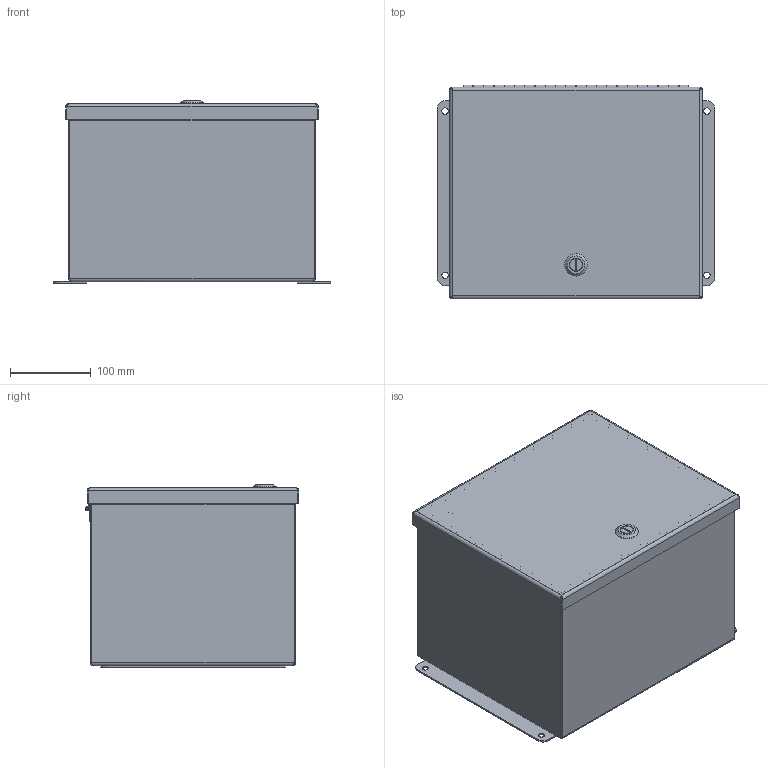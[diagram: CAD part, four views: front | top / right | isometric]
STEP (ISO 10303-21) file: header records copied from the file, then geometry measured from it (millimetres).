
FILE_DESCRIPTION(/* description */ ('12X10 BCHQTSS LID'),/* implementation_level */ '2;1');
FILE_NAME(/* name */ 'BN4121008CHQTSS.stp',/* time_stamp */ '2016-08-12T15:27:45-05:00',/* author */ ('bbirch1'),/* organization */ (''),/* preprocessor_version */ 'ST-DEVELOPER v16.1',/* originating_system */ 'Autodesk Inventor 2016',/* authorisation */ '');
FILE_SCHEMA (('AUTOMOTIVE_DESIGN { 1 0 10303 214 3 1 1 }'));
Length unit declared in the file: inch
Products named in the file (20): BN41210CHQTSSLID; 12x10; 34855; H4050551LH; H4050551P; H4050551TH; H4050551; BN4121008CHQTSSBKP; 34973; HFW3883; 1000-5046_prt; 1000-102A-AA; 1000-u156_asm; 1000-318-PF; 1000-03-PG; 1000-24_prt; 1000-277-01PI; 1000-u630_asm; HFW351142; BN4121008CHQTSS
Assembly tree (23 placements, depth 4):
  BN4121008CHQTSS
    BN41210CHQTSSLID
    12x10
    34855  x2
    H4050551
      H4050551LH
      H4050551P
      H4050551TH
    BN4121008CHQTSSBKP
    34973  x4
    HFW3883
    HFW351142
      1000-5046_prt
      1000-u156_asm
        1000-102A-AA
      1000-u630_asm
        1000-318-PF
        1000-03-PG
        1000-24_prt
        1000-277-01PI
Bounding box: 342.9 x 264.45 x 226.19 mm (x, y, z)
Volume: 761547.9 mm3; surface area: 962759.5 mm2
Topology: 19 solids, 19 shells, 628 faces, 1514 edges, 936 vertices
Faces by surface type: plane 335, cylinder 199, bspline 60, torus 21, cone 13
Full cylindrical faces by diameter (mm): 2.54 x1, 2.957 x22, 3.962 x4, 4.826 x1, 5 x1, 5.5 x1, 7.62 x4, 7.874 x4, 8 x1, 8.56 x1, 9.9 x1, 10 x1, 10.2 x1, 12.8 x1, 13.5 x1, 15.2 x1, 15.875 x4, 16 x1, 16.1 x1, 19.8 x1, 28 x1
Entity records: 18962 total; most frequent: CARTESIAN_POINT 4634, DIRECTION 2793, ORIENTED_EDGE 2712, EDGE_CURVE 1356, AXIS2_PLACEMENT_3D 955, LINE 883, VECTOR 883, VERTEX_POINT 863
